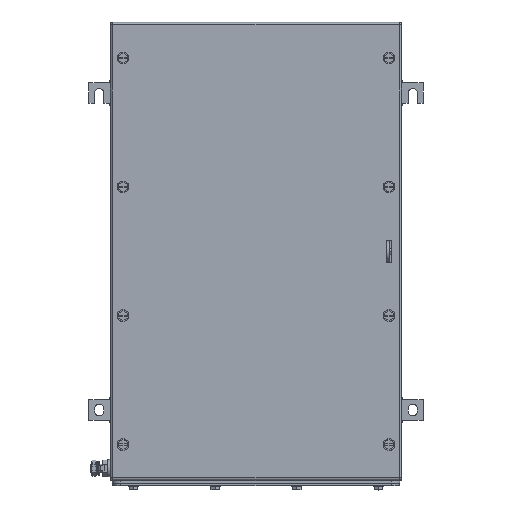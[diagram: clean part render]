
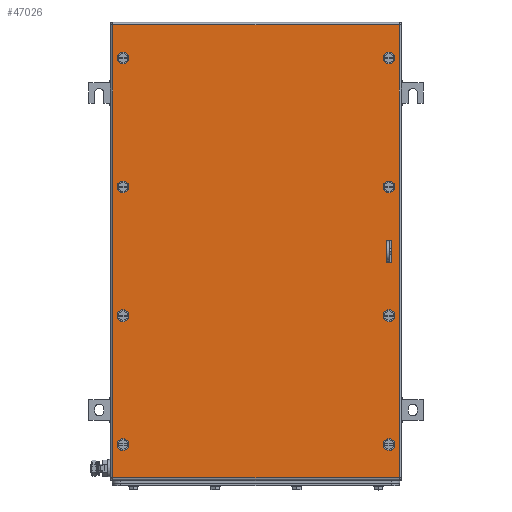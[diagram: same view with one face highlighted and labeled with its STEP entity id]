
A CAD part, top view. The second image highlights one B-rep face of the part: STEP entity #47026.
In plain terms, the highlighted planar face has unit normal (0, 0, 1).
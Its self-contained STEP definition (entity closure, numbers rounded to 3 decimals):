
#46794=AXIS2_PLACEMENT_3D('Circle Axis2P3D',#46792,#46793,$) ;
#46821=AXIS2_PLACEMENT_3D('Plane Axis2P3D',#46818,#46819,#46820) ;
#46859=AXIS2_PLACEMENT_3D('Circle Axis2P3D',#46857,#46858,$) ;
#46868=AXIS2_PLACEMENT_3D('Circle Axis2P3D',#46866,#46867,$) ;
#46877=AXIS2_PLACEMENT_3D('Circle Axis2P3D',#46875,#46876,$) ;
#46886=AXIS2_PLACEMENT_3D('Circle Axis2P3D',#46884,#46885,$) ;
#46895=AXIS2_PLACEMENT_3D('Circle Axis2P3D',#46893,#46894,$) ;
#46904=AXIS2_PLACEMENT_3D('Circle Axis2P3D',#46902,#46903,$) ;
#46913=AXIS2_PLACEMENT_3D('Circle Axis2P3D',#46911,#46912,$) ;
#46922=AXIS2_PLACEMENT_3D('Circle Axis2P3D',#46920,#46921,$) ;
#46931=AXIS2_PLACEMENT_3D('Circle Axis2P3D',#46929,#46930,$) ;
#46940=AXIS2_PLACEMENT_3D('Circle Axis2P3D',#46938,#46939,$) ;
#46949=AXIS2_PLACEMENT_3D('Circle Axis2P3D',#46947,#46948,$) ;
#46958=AXIS2_PLACEMENT_3D('Circle Axis2P3D',#46956,#46957,$) ;
#46967=AXIS2_PLACEMENT_3D('Circle Axis2P3D',#46965,#46966,$) ;
#46976=AXIS2_PLACEMENT_3D('Circle Axis2P3D',#46974,#46975,$) ;
#46985=AXIS2_PLACEMENT_3D('Circle Axis2P3D',#46983,#46984,$) ;
#46789=CARTESIAN_POINT('Vertex',(44.5,208.75,153.5)) ;
#46792=CARTESIAN_POINT('Axis2P3D Location',(41.,208.75,153.5)) ;
#46796=CARTESIAN_POINT('Vertex',(37.5,208.75,153.5)) ;
#46818=CARTESIAN_POINT('Axis2P3D Location',(200.5,286.,153.5)) ;
#46823=CARTESIAN_POINT('Line Origine',(200.5,557.5,153.5)) ;
#46827=CARTESIAN_POINT('Vertex',(372.,557.5,153.5)) ;
#46829=CARTESIAN_POINT('Vertex',(29.,557.5,153.5)) ;
#46832=CARTESIAN_POINT('Line Origine',(29.,286.,153.5)) ;
#46836=CARTESIAN_POINT('Vertex',(29.,14.5,153.5)) ;
#46839=CARTESIAN_POINT('Line Origine',(200.5,14.5,153.5)) ;
#46843=CARTESIAN_POINT('Vertex',(372.,14.5,153.5)) ;
#46846=CARTESIAN_POINT('Line Origine',(372.,286.,153.5)) ;
#46857=CARTESIAN_POINT('Axis2P3D Location',(41.,208.75,153.5)) ;
#46866=CARTESIAN_POINT('Axis2P3D Location',(41.,363.25,153.5)) ;
#46870=CARTESIAN_POINT('Vertex',(37.5,363.25,153.5)) ;
#46872=CARTESIAN_POINT('Vertex',(44.5,363.25,153.5)) ;
#46875=CARTESIAN_POINT('Axis2P3D Location',(41.,363.25,153.5)) ;
#46884=CARTESIAN_POINT('Axis2P3D Location',(360.,208.75,153.5)) ;
#46888=CARTESIAN_POINT('Vertex',(363.5,208.75,153.5)) ;
#46890=CARTESIAN_POINT('Vertex',(356.5,208.75,153.5)) ;
#46893=CARTESIAN_POINT('Axis2P3D Location',(360.,208.75,153.5)) ;
#46902=CARTESIAN_POINT('Axis2P3D Location',(360.,363.25,153.5)) ;
#46906=CARTESIAN_POINT('Vertex',(363.5,363.25,153.5)) ;
#46908=CARTESIAN_POINT('Vertex',(356.5,363.25,153.5)) ;
#46911=CARTESIAN_POINT('Axis2P3D Location',(360.,363.25,153.5)) ;
#46920=CARTESIAN_POINT('Axis2P3D Location',(41.,517.75,153.5)) ;
#46924=CARTESIAN_POINT('Vertex',(37.5,517.75,153.5)) ;
#46926=CARTESIAN_POINT('Vertex',(44.5,517.75,153.5)) ;
#46929=CARTESIAN_POINT('Axis2P3D Location',(41.,517.75,153.5)) ;
#46938=CARTESIAN_POINT('Axis2P3D Location',(41.,54.25,153.5)) ;
#46942=CARTESIAN_POINT('Vertex',(37.5,54.25,153.5)) ;
#46944=CARTESIAN_POINT('Vertex',(44.5,54.25,153.5)) ;
#46947=CARTESIAN_POINT('Axis2P3D Location',(41.,54.25,153.5)) ;
#46956=CARTESIAN_POINT('Axis2P3D Location',(360.,54.25,153.5)) ;
#46960=CARTESIAN_POINT('Vertex',(363.5,54.25,153.5)) ;
#46962=CARTESIAN_POINT('Vertex',(356.5,54.25,153.5)) ;
#46965=CARTESIAN_POINT('Axis2P3D Location',(360.,54.25,153.5)) ;
#46974=CARTESIAN_POINT('Axis2P3D Location',(360.,517.75,153.5)) ;
#46978=CARTESIAN_POINT('Vertex',(363.5,517.75,153.5)) ;
#46980=CARTESIAN_POINT('Vertex',(356.5,517.75,153.5)) ;
#46983=CARTESIAN_POINT('Axis2P3D Location',(360.,517.75,153.5)) ;
#46992=CARTESIAN_POINT('Line Origine',(359.75,272.5,153.5)) ;
#46996=CARTESIAN_POINT('Vertex',(363.,272.5,153.5)) ;
#46998=CARTESIAN_POINT('Vertex',(356.5,272.5,153.5)) ;
#47001=CARTESIAN_POINT('Line Origine',(356.5,286.,153.5)) ;
#47005=CARTESIAN_POINT('Vertex',(356.5,299.5,153.5)) ;
#47008=CARTESIAN_POINT('Line Origine',(359.75,299.5,153.5)) ;
#47012=CARTESIAN_POINT('Vertex',(363.,299.5,153.5)) ;
#47015=CARTESIAN_POINT('Line Origine',(363.,286.,153.5)) ;
#46793=DIRECTION('Axis2P3D Direction',(0.,0.,1.)) ;
#46819=DIRECTION('Axis2P3D Direction',(0.,0.,1.)) ;
#46820=DIRECTION('Axis2P3D XDirection',(1.,0.,0.)) ;
#46824=DIRECTION('Vector Direction',(1.,0.,0.)) ;
#46833=DIRECTION('Vector Direction',(0.,-1.,0.)) ;
#46840=DIRECTION('Vector Direction',(1.,0.,0.)) ;
#46847=DIRECTION('Vector Direction',(0.,1.,0.)) ;
#46858=DIRECTION('Axis2P3D Direction',(0.,0.,1.)) ;
#46867=DIRECTION('Axis2P3D Direction',(0.,0.,1.)) ;
#46876=DIRECTION('Axis2P3D Direction',(0.,0.,1.)) ;
#46885=DIRECTION('Axis2P3D Direction',(0.,0.,1.)) ;
#46894=DIRECTION('Axis2P3D Direction',(0.,0.,1.)) ;
#46903=DIRECTION('Axis2P3D Direction',(0.,0.,1.)) ;
#46912=DIRECTION('Axis2P3D Direction',(0.,0.,1.)) ;
#46921=DIRECTION('Axis2P3D Direction',(0.,0.,1.)) ;
#46930=DIRECTION('Axis2P3D Direction',(0.,0.,1.)) ;
#46939=DIRECTION('Axis2P3D Direction',(0.,0.,1.)) ;
#46948=DIRECTION('Axis2P3D Direction',(0.,0.,1.)) ;
#46957=DIRECTION('Axis2P3D Direction',(0.,0.,1.)) ;
#46966=DIRECTION('Axis2P3D Direction',(0.,0.,1.)) ;
#46975=DIRECTION('Axis2P3D Direction',(0.,0.,1.)) ;
#46984=DIRECTION('Axis2P3D Direction',(0.,0.,1.)) ;
#46993=DIRECTION('Vector Direction',(-1.,0.,0.)) ;
#47002=DIRECTION('Vector Direction',(0.,1.,0.)) ;
#47009=DIRECTION('Vector Direction',(1.,0.,0.)) ;
#47016=DIRECTION('Vector Direction',(0.,-1.,0.)) ;
#46825=VECTOR('Line Direction',#46824,1.) ;
#46834=VECTOR('Line Direction',#46833,1.) ;
#46841=VECTOR('Line Direction',#46840,1.) ;
#46848=VECTOR('Line Direction',#46847,1.) ;
#46994=VECTOR('Line Direction',#46993,1.) ;
#47003=VECTOR('Line Direction',#47002,1.) ;
#47010=VECTOR('Line Direction',#47009,1.) ;
#47017=VECTOR('Line Direction',#47016,1.) ;
#46852=ORIENTED_EDGE('',*,*,#46831,.T.) ;
#46853=ORIENTED_EDGE('',*,*,#46838,.T.) ;
#46854=ORIENTED_EDGE('',*,*,#46845,.T.) ;
#46855=ORIENTED_EDGE('',*,*,#46850,.T.) ;
#46863=ORIENTED_EDGE('',*,*,#46861,.F.) ;
#46864=ORIENTED_EDGE('',*,*,#46798,.F.) ;
#46881=ORIENTED_EDGE('',*,*,#46874,.F.) ;
#46882=ORIENTED_EDGE('',*,*,#46879,.F.) ;
#46899=ORIENTED_EDGE('',*,*,#46892,.F.) ;
#46900=ORIENTED_EDGE('',*,*,#46897,.F.) ;
#46917=ORIENTED_EDGE('',*,*,#46910,.F.) ;
#46918=ORIENTED_EDGE('',*,*,#46915,.F.) ;
#46935=ORIENTED_EDGE('',*,*,#46928,.F.) ;
#46936=ORIENTED_EDGE('',*,*,#46933,.F.) ;
#46953=ORIENTED_EDGE('',*,*,#46946,.F.) ;
#46954=ORIENTED_EDGE('',*,*,#46951,.F.) ;
#46971=ORIENTED_EDGE('',*,*,#46964,.F.) ;
#46972=ORIENTED_EDGE('',*,*,#46969,.F.) ;
#46989=ORIENTED_EDGE('',*,*,#46982,.F.) ;
#46990=ORIENTED_EDGE('',*,*,#46987,.F.) ;
#47021=ORIENTED_EDGE('',*,*,#47000,.T.) ;
#47022=ORIENTED_EDGE('',*,*,#47007,.T.) ;
#47023=ORIENTED_EDGE('',*,*,#47014,.T.) ;
#47024=ORIENTED_EDGE('',*,*,#47019,.T.) ;
#46865=FACE_BOUND('',#46862,.T.) ;
#46883=FACE_BOUND('',#46880,.T.) ;
#46901=FACE_BOUND('',#46898,.T.) ;
#46919=FACE_BOUND('',#46916,.T.) ;
#46937=FACE_BOUND('',#46934,.T.) ;
#46955=FACE_BOUND('',#46952,.T.) ;
#46973=FACE_BOUND('',#46970,.T.) ;
#46991=FACE_BOUND('',#46988,.T.) ;
#47025=FACE_BOUND('',#47020,.T.) ;
#47026=ADVANCED_FACE('ZUB.2\\ZUB_DE_KTB_MH_620x450.1\\DE_KTB_MH_PART_MASTER.1\\Koerper.2',(#46856,#46865,#46883,#46901,#46919,#46937,#46955,#46973,#46991,#47025),#46822,.T.) ;
#46795=CIRCLE('generated circle',#46794,3.5) ;
#46860=CIRCLE('generated circle',#46859,3.5) ;
#46869=CIRCLE('generated circle',#46868,3.5) ;
#46878=CIRCLE('generated circle',#46877,3.5) ;
#46887=CIRCLE('generated circle',#46886,3.5) ;
#46896=CIRCLE('generated circle',#46895,3.5) ;
#46905=CIRCLE('generated circle',#46904,3.5) ;
#46914=CIRCLE('generated circle',#46913,3.5) ;
#46923=CIRCLE('generated circle',#46922,3.5) ;
#46932=CIRCLE('generated circle',#46931,3.5) ;
#46941=CIRCLE('generated circle',#46940,3.5) ;
#46950=CIRCLE('generated circle',#46949,3.5) ;
#46959=CIRCLE('generated circle',#46958,3.5) ;
#46968=CIRCLE('generated circle',#46967,3.5) ;
#46977=CIRCLE('generated circle',#46976,3.5) ;
#46986=CIRCLE('generated circle',#46985,3.5) ;
#46798=EDGE_CURVE('',#46790,#46797,#46795,.T.) ;
#46831=EDGE_CURVE('',#46828,#46830,#46826,.F.) ;
#46838=EDGE_CURVE('',#46830,#46837,#46835,.T.) ;
#46845=EDGE_CURVE('',#46837,#46844,#46842,.T.) ;
#46850=EDGE_CURVE('',#46844,#46828,#46849,.T.) ;
#46861=EDGE_CURVE('',#46797,#46790,#46860,.T.) ;
#46874=EDGE_CURVE('',#46871,#46873,#46869,.T.) ;
#46879=EDGE_CURVE('',#46873,#46871,#46878,.T.) ;
#46892=EDGE_CURVE('',#46889,#46891,#46887,.T.) ;
#46897=EDGE_CURVE('',#46891,#46889,#46896,.T.) ;
#46910=EDGE_CURVE('',#46907,#46909,#46905,.T.) ;
#46915=EDGE_CURVE('',#46909,#46907,#46914,.T.) ;
#46928=EDGE_CURVE('',#46925,#46927,#46923,.T.) ;
#46933=EDGE_CURVE('',#46927,#46925,#46932,.T.) ;
#46946=EDGE_CURVE('',#46943,#46945,#46941,.T.) ;
#46951=EDGE_CURVE('',#46945,#46943,#46950,.T.) ;
#46964=EDGE_CURVE('',#46961,#46963,#46959,.T.) ;
#46969=EDGE_CURVE('',#46963,#46961,#46968,.T.) ;
#46982=EDGE_CURVE('',#46979,#46981,#46977,.T.) ;
#46987=EDGE_CURVE('',#46981,#46979,#46986,.T.) ;
#47000=EDGE_CURVE('',#46997,#46999,#46995,.T.) ;
#47007=EDGE_CURVE('',#46999,#47006,#47004,.T.) ;
#47014=EDGE_CURVE('',#47006,#47013,#47011,.T.) ;
#47019=EDGE_CURVE('',#47013,#46997,#47018,.T.) ;
#46851=EDGE_LOOP('',(#46852,#46853,#46854,#46855)) ;
#46862=EDGE_LOOP('',(#46863,#46864)) ;
#46880=EDGE_LOOP('',(#46881,#46882)) ;
#46898=EDGE_LOOP('',(#46899,#46900)) ;
#46916=EDGE_LOOP('',(#46917,#46918)) ;
#46934=EDGE_LOOP('',(#46935,#46936)) ;
#46952=EDGE_LOOP('',(#46953,#46954)) ;
#46970=EDGE_LOOP('',(#46971,#46972)) ;
#46988=EDGE_LOOP('',(#46989,#46990)) ;
#47020=EDGE_LOOP('',(#47021,#47022,#47023,#47024)) ;
#46856=FACE_OUTER_BOUND('',#46851,.T.) ;
#46826=LINE('Line',#46823,#46825) ;
#46835=LINE('Line',#46832,#46834) ;
#46842=LINE('Line',#46839,#46841) ;
#46849=LINE('Line',#46846,#46848) ;
#46995=LINE('Line',#46992,#46994) ;
#47004=LINE('Line',#47001,#47003) ;
#47011=LINE('Line',#47008,#47010) ;
#47018=LINE('Line',#47015,#47017) ;
#46822=PLANE('',#46821) ;
#46790=VERTEX_POINT('',#46789) ;
#46797=VERTEX_POINT('',#46796) ;
#46828=VERTEX_POINT('',#46827) ;
#46830=VERTEX_POINT('',#46829) ;
#46837=VERTEX_POINT('',#46836) ;
#46844=VERTEX_POINT('',#46843) ;
#46871=VERTEX_POINT('',#46870) ;
#46873=VERTEX_POINT('',#46872) ;
#46889=VERTEX_POINT('',#46888) ;
#46891=VERTEX_POINT('',#46890) ;
#46907=VERTEX_POINT('',#46906) ;
#46909=VERTEX_POINT('',#46908) ;
#46925=VERTEX_POINT('',#46924) ;
#46927=VERTEX_POINT('',#46926) ;
#46943=VERTEX_POINT('',#46942) ;
#46945=VERTEX_POINT('',#46944) ;
#46961=VERTEX_POINT('',#46960) ;
#46963=VERTEX_POINT('',#46962) ;
#46979=VERTEX_POINT('',#46978) ;
#46981=VERTEX_POINT('',#46980) ;
#46997=VERTEX_POINT('',#46996) ;
#46999=VERTEX_POINT('',#46998) ;
#47006=VERTEX_POINT('',#47005) ;
#47013=VERTEX_POINT('',#47012) ;
